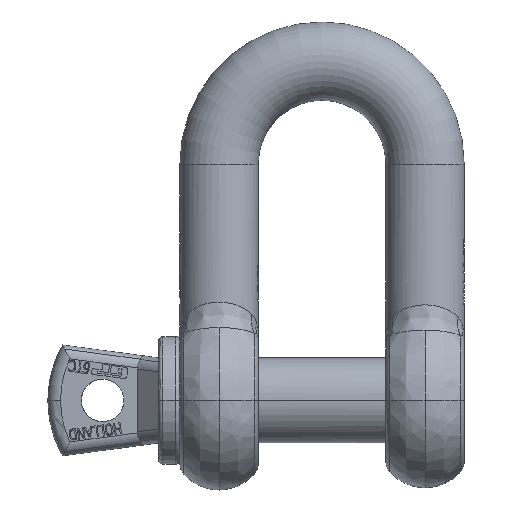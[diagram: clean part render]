
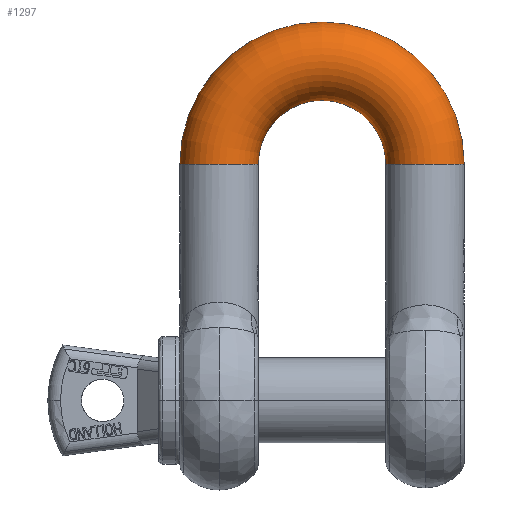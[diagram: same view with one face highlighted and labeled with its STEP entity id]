
A CAD part, top view. The second image highlights one B-rep face of the part: STEP entity #1297.
In plain terms, the highlighted toroidal (fillet/blend) face has major radius 46 mm and minor radius 17.5 mm.
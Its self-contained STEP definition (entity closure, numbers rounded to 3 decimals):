
#1297=ADVANCED_FACE('',(#3185),#3186,.T.);
#3185=FACE_OUTER_BOUND('',#7008,.T.);
#3186=TOROIDAL_SURFACE('',#7009,46.0,17.5);
#7008=EDGE_LOOP('',(#12989,#12990,#12991,#12992));
#7009=AXIS2_PLACEMENT_3D('',#12993,#12994,#12995);
#12989=ORIENTED_EDGE('',*,*,#19060,.F.);
#12990=ORIENTED_EDGE('',*,*,#19659,.F.);
#12991=ORIENTED_EDGE('',*,*,#19058,.F.);
#12992=ORIENTED_EDGE('',*,*,#19013,.T.);
#12993=CARTESIAN_POINT('',(0.0,105.5,0.0));
#12994=DIRECTION('',(0.0,0.0,-1.0));
#12995=DIRECTION('',(-1.0,0.0,0.0));
#19013=EDGE_CURVE('',#22457,#22459,#22866,.F.);
#19058=EDGE_CURVE('',#22457,#22949,#22950,.F.);
#19060=EDGE_CURVE('',#22951,#22459,#22953,.T.);
#19659=EDGE_CURVE('',#22949,#22951,#23794,.T.);
#22457=VERTEX_POINT('',#28378);
#22459=VERTEX_POINT('',#28381);
#22866=CIRCLE('',#29871,17.5);
#22949=VERTEX_POINT('',#30072);
#22950=CIRCLE('',#30073,28.5);
#22951=VERTEX_POINT('',#30074);
#22953=CIRCLE('',#30076,63.5);
#23794=CIRCLE('',#31942,17.5);
#28378=CARTESIAN_POINT('',(28.5,105.5,0.0));
#28381=CARTESIAN_POINT('',(63.5,105.5,0.));
#29871=AXIS2_PLACEMENT_3D('',#41245,#41246,#41247);
#30072=CARTESIAN_POINT('',(-28.5,105.5,0.0));
#30073=AXIS2_PLACEMENT_3D('',#41261,#41262,#41263);
#30074=CARTESIAN_POINT('',(-63.5,105.5,0.));
#30076=AXIS2_PLACEMENT_3D('',#41267,#41268,#41269);
#31942=AXIS2_PLACEMENT_3D('',#41403,#41404,#41405);
#41245=CARTESIAN_POINT('',(46.0,105.5,0.0));
#41246=DIRECTION('',(0.0,-1.0,0.0));
#41247=DIRECTION('',(1.0,0.0,0.0));
#41261=CARTESIAN_POINT('',(0.0,105.5,0.));
#41262=DIRECTION('',(0.0,0.0,-1.0));
#41263=DIRECTION('',(1.0,0.0,0.0));
#41267=CARTESIAN_POINT('',(0.0,105.5,0.0));
#41268=DIRECTION('',(0.0,0.0,-1.0));
#41269=DIRECTION('',(1.0,0.0,0.0));
#41403=CARTESIAN_POINT('',(-46.0,105.5,0.0));
#41404=DIRECTION('',(0.0,-1.0,0.0));
#41405=DIRECTION('',(1.0,0.0,0.0));
